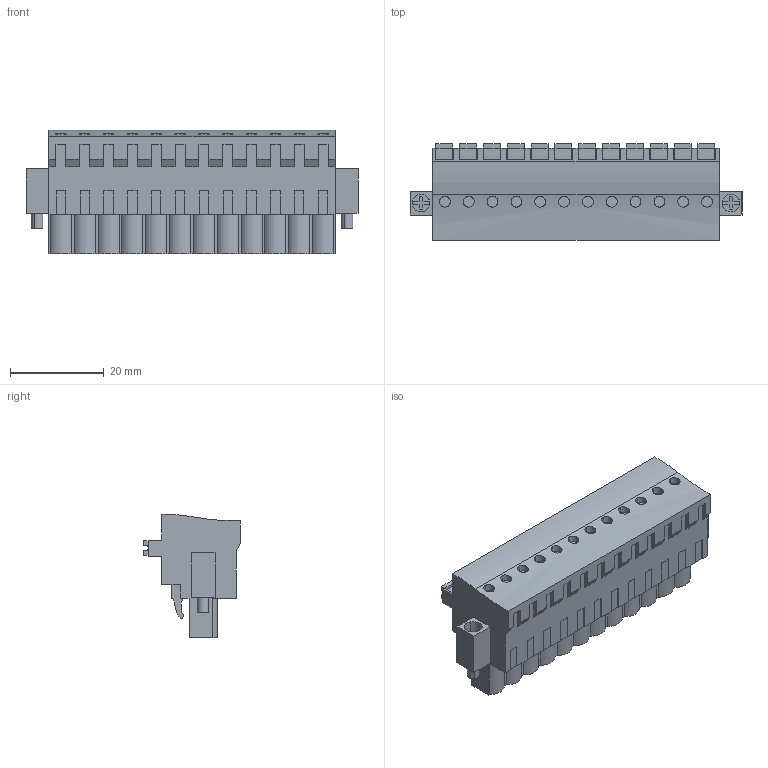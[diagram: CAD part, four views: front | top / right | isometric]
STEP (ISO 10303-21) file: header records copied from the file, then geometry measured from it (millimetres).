
FILE_DESCRIPTION(('CATIA V5 STEP Exchange','CAx-IF Rec.Pracs.--- Model Styling and Organization---1.2---2011-12-15'),'2;1');
FILE_NAME ('D1446319_0_1002190000_1002190000.stp','2017-09-09T13:43:57+00:00',('none'),('Weidmueller'),'CATIA Version 5-6 Release 2014','CATIA V5 STEP AP214','none');
FILE_SCHEMA(('AUTOMOTIVE_DESIGN { 1 0 10303 214 1 1 1 1 }'));
Length unit declared in the file: millimetre
Products named in the file (1): 1002190000
Bounding box: 70.76 x 20.64 x 26.24 mm (x, y, z)
Volume: 19018.2 mm3; surface area: 8726.1 mm2
Topology: 15 solids, 15 shells, 849 faces, 2424 edges, 1659 vertices
Faces by surface type: plane 677, cylinder 164, extrusion 8
Entity records: 27543 total; most frequent: CARTESIAN_POINT 5437, ORIENTED_EDGE 4848, DIRECTION 3588, EDGE_CURVE 2424, VECTOR 2060, LINE 2052, VERTEX_POINT 1659, AXIS2_PLACEMENT_3D 908
